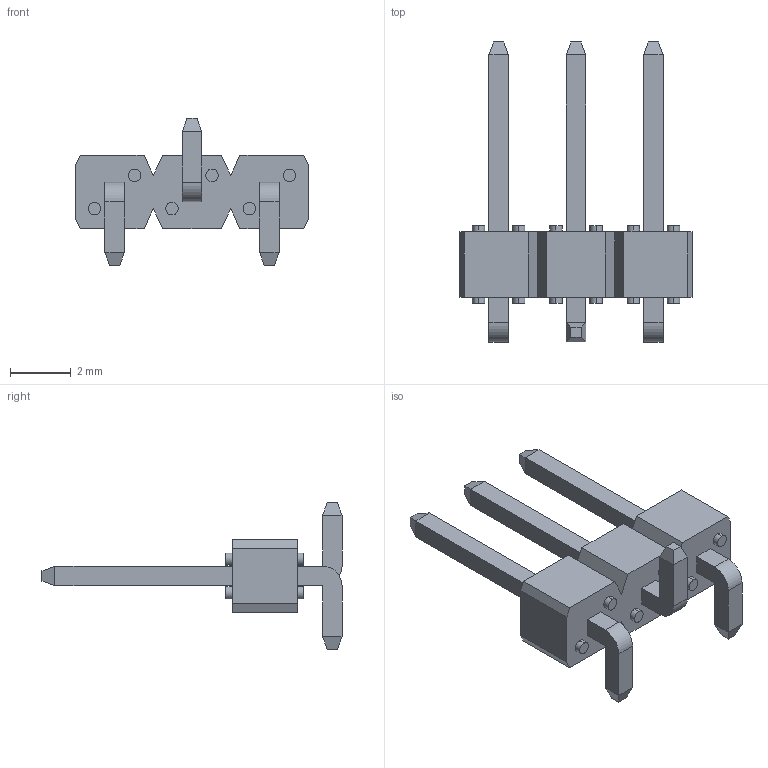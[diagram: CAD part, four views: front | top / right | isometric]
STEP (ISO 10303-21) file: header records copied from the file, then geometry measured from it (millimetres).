
FILE_DESCRIPTION (( 'STEP AP214' ), '1' );
FILE_NAME ('10129380903001BLF.STEP', '2023-05-20T11:56:41', ( '' ), ( '' ), 'SwSTEP 2.0', 'SolidWorks 2021', '' );
FILE_SCHEMA (( 'AUTOMOTIVE_DESIGN' ));
Length unit declared in the file: millimetre
Products named in the file (3): 10129380-additional body_03; pin^10129380-additional; 10129380903001BLF
Assembly tree (4 placements, depth 2):
  10129380903001BLF
    10129380-additional body_03
    pin^10129380-additional  x3
Bounding box: 7.62 x 9.85 x 4.83 mm (x, y, z)
Volume: 49.2 mm3; surface area: 191.3 mm2
Topology: 4 solids, 4 shells, 121 faces, 279 edges, 178 vertices
Faces by surface type: plane 94, cylinder 27
Entity records: 2623 total; most frequent: DIRECTION 443, CARTESIAN_POINT 433, ORIENTED_EDGE 410, EDGE_CURVE 205, VECTOR 155, LINE 155, AXIS2_PLACEMENT_3D 144, VERTEX_POINT 134
